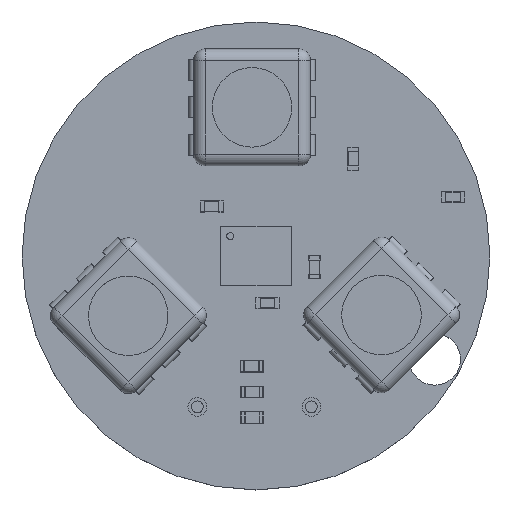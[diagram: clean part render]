
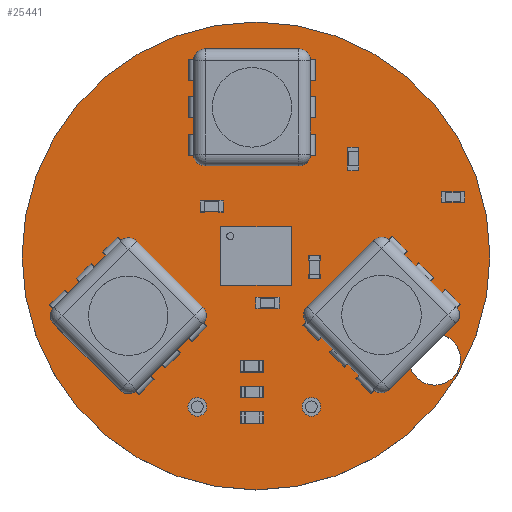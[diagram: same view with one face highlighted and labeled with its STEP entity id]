
A CAD part, top view. The second image highlights one B-rep face of the part: STEP entity #25441.
In plain terms, the highlighted planar face has unit normal (0, 0, 1).
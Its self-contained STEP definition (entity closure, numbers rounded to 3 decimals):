
#25373 = VERTEX_POINT('',#25374);
#25374 = CARTESIAN_POINT('',(135.77,-108.78,1.6));
#25380 = EDGE_CURVE('',#25373,#25373,#25381,.T.);
#25381 = CIRCLE('',#25382,10.);
#25382 = AXIS2_PLACEMENT_3D('',#25383,#25384,#25385);
#25383 = CARTESIAN_POINT('',(125.77,-108.78,1.6));
#25384 = DIRECTION('',(0.,0.,1.));
#25385 = DIRECTION('',(1.,0.,-0.));
#25441 = ADVANCED_FACE('',(#25442,#25445,#25456,#25467),#25478,.T.);
#25442 = FACE_BOUND('',#25443,.T.);
#25443 = EDGE_LOOP('',(#25444));
#25444 = ORIENTED_EDGE('',*,*,#25380,.T.);
#25445 = FACE_BOUND('',#25446,.T.);
#25446 = EDGE_LOOP('',(#25447));
#25447 = ORIENTED_EDGE('',*,*,#25448,.T.);
#25448 = EDGE_CURVE('',#25449,#25449,#25451,.T.);
#25449 = VERTEX_POINT('',#25450);
#25450 = CARTESIAN_POINT('',(123.26,-115.63,1.6));
#25451 = CIRCLE('',#25452,0.4);
#25452 = AXIS2_PLACEMENT_3D('',#25453,#25454,#25455);
#25453 = CARTESIAN_POINT('',(123.26,-115.23,1.6));
#25454 = DIRECTION('',(-0.,0.,-1.));
#25455 = DIRECTION('',(0.,-1.,-0.));
#25456 = FACE_BOUND('',#25457,.T.);
#25457 = EDGE_LOOP('',(#25458));
#25458 = ORIENTED_EDGE('',*,*,#25459,.T.);
#25459 = EDGE_CURVE('',#25460,#25460,#25462,.T.);
#25460 = VERTEX_POINT('',#25461);
#25461 = CARTESIAN_POINT('',(128.14,-115.63,1.6));
#25462 = CIRCLE('',#25463,0.4);
#25463 = AXIS2_PLACEMENT_3D('',#25464,#25465,#25466);
#25464 = CARTESIAN_POINT('',(128.14,-115.23,1.6));
#25465 = DIRECTION('',(-0.,0.,-1.));
#25466 = DIRECTION('',(-0.,-1.,0.));
#25467 = FACE_BOUND('',#25468,.T.);
#25468 = EDGE_LOOP('',(#25469));
#25469 = ORIENTED_EDGE('',*,*,#25470,.T.);
#25470 = EDGE_CURVE('',#25471,#25471,#25473,.T.);
#25471 = VERTEX_POINT('',#25472);
#25472 = CARTESIAN_POINT('',(133.41,-114.3,1.6));
#25473 = CIRCLE('',#25474,1.1);
#25474 = AXIS2_PLACEMENT_3D('',#25475,#25476,#25477);
#25475 = CARTESIAN_POINT('',(133.41,-113.2,1.6));
#25476 = DIRECTION('',(-0.,0.,-1.));
#25477 = DIRECTION('',(-0.,-1.,0.));
#25478 = PLANE('',#25479);
#25479 = AXIS2_PLACEMENT_3D('',#25480,#25481,#25482);
#25480 = CARTESIAN_POINT('',(125.77,-108.78,1.6));
#25481 = DIRECTION('',(0.,0.,1.));
#25482 = DIRECTION('',(1.,0.,-0.));
